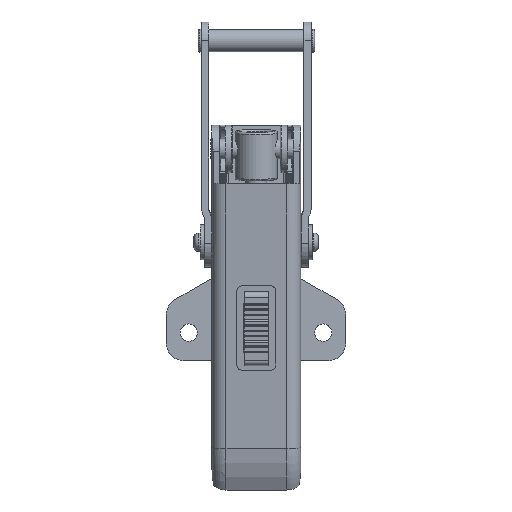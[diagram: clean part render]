
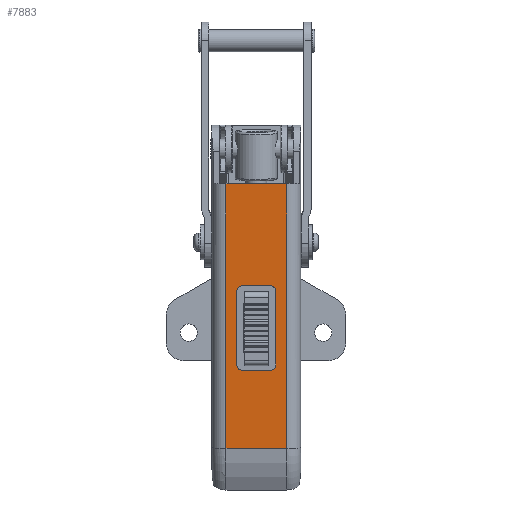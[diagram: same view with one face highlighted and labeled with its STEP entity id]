
A CAD part, top view. The second image highlights one B-rep face of the part: STEP entity #7883.
In plain terms, the highlighted planar face has unit normal (0, -0.086, 0.996).
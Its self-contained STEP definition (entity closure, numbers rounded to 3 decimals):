
#502=LINE('',#12681,#1187);
#505=LINE('',#12689,#1190);
#508=LINE('',#12697,#1193);
#528=LINE('',#12738,#1213);
#534=LINE('',#12752,#1219);
#535=LINE('',#12754,#1220);
#536=LINE('',#12756,#1221);
#537=LINE('',#12757,#1222);
#1187=VECTOR('',#10215,8.);
#1190=VECTOR('',#10224,21.);
#1193=VECTOR('',#10233,8.);
#1213=VECTOR('',#10277,21.);
#1219=VECTOR('',#10293,75.25);
#1220=VECTOR('',#10294,17.17);
#1221=VECTOR('',#10295,75.25);
#1222=VECTOR('',#10296,17.17);
#1699=FACE_BOUND('',#2484,.T.);
#2010=FACE_OUTER_BOUND('',#2483,.T.);
#2483=EDGE_LOOP('',(#6165,#6166,#6167,#6168));
#2484=EDGE_LOOP('',(#6169,#6170,#6171,#6172,#6173,#6174,#6175,#6176));
#2894=CIRCLE('',#8559,1.5);
#2895=CIRCLE('',#8562,1.5);
#2896=CIRCLE('',#8565,1.5);
#2897=CIRCLE('',#8568,1.5);
#3472=VERTEX_POINT('',#12673);
#3473=VERTEX_POINT('',#12675);
#3474=VERTEX_POINT('',#12679);
#3475=VERTEX_POINT('',#12683);
#3476=VERTEX_POINT('',#12687);
#3477=VERTEX_POINT('',#12691);
#3478=VERTEX_POINT('',#12695);
#3479=VERTEX_POINT('',#12699);
#3489=VERTEX_POINT('',#12750);
#3490=VERTEX_POINT('',#12751);
#3491=VERTEX_POINT('',#12753);
#3492=VERTEX_POINT('',#12755);
#4394=EDGE_CURVE('',#3473,#3472,#2894,.T.);
#4397=EDGE_CURVE('',#3472,#3474,#502,.T.);
#4399=EDGE_CURVE('',#3474,#3475,#2895,.T.);
#4401=EDGE_CURVE('',#3475,#3476,#505,.T.);
#4403=EDGE_CURVE('',#3476,#3477,#2896,.T.);
#4405=EDGE_CURVE('',#3477,#3478,#508,.T.);
#4407=EDGE_CURVE('',#3478,#3479,#2897,.T.);
#4426=EDGE_CURVE('',#3479,#3473,#528,.T.);
#4432=EDGE_CURVE('',#3489,#3490,#534,.T.);
#4433=EDGE_CURVE('',#3489,#3491,#535,.T.);
#4434=EDGE_CURVE('',#3492,#3491,#536,.T.);
#4435=EDGE_CURVE('',#3490,#3492,#537,.T.);
#6165=ORIENTED_EDGE('',*,*,#4432,.F.);
#6166=ORIENTED_EDGE('',*,*,#4433,.T.);
#6167=ORIENTED_EDGE('',*,*,#4434,.F.);
#6168=ORIENTED_EDGE('',*,*,#4435,.F.);
#6169=ORIENTED_EDGE('',*,*,#4394,.T.);
#6170=ORIENTED_EDGE('',*,*,#4397,.T.);
#6171=ORIENTED_EDGE('',*,*,#4399,.T.);
#6172=ORIENTED_EDGE('',*,*,#4401,.T.);
#6173=ORIENTED_EDGE('',*,*,#4403,.T.);
#6174=ORIENTED_EDGE('',*,*,#4405,.T.);
#6175=ORIENTED_EDGE('',*,*,#4407,.T.);
#6176=ORIENTED_EDGE('',*,*,#4426,.T.);
#7122=PLANE('',#8583);
#7883=ADVANCED_FACE('',(#2010,#1699),#7122,.T.);
#8559=AXIS2_PLACEMENT_3D('',#12676,#10209,#10210);
#8562=AXIS2_PLACEMENT_3D('',#12685,#10219,#10220);
#8565=AXIS2_PLACEMENT_3D('',#12693,#10228,#10229);
#8568=AXIS2_PLACEMENT_3D('',#12701,#10237,#10238);
#8583=AXIS2_PLACEMENT_3D('',#12749,#10291,#10292);
#10209=DIRECTION('center_axis',(0.,0.086,
-0.996));
#10210=DIRECTION('ref_axis',(-0.707,0.704,0.061));
#10215=DIRECTION('',(1.,0.,0.));
#10219=DIRECTION('center_axis',(0.,0.086,
-0.996));
#10220=DIRECTION('ref_axis',(0.707,0.704,0.061));
#10224=DIRECTION('',(0.,-0.996,-0.086));
#10228=DIRECTION('center_axis',(0.,0.086,
-0.996));
#10229=DIRECTION('ref_axis',(0.707,-0.704,-0.061));
#10233=DIRECTION('',(-1.,0.,0.));
#10237=DIRECTION('center_axis',(0.,0.086,
-0.996));
#10238=DIRECTION('ref_axis',(-0.707,-0.704,-0.061));
#10277=DIRECTION('',(0.,0.996,0.086));
#10291=DIRECTION('center_axis',(0.,-0.086,
0.996));
#10292=DIRECTION('ref_axis',(1.,0.,0.));
#10293=DIRECTION('',(0.,0.996,0.086));
#10294=DIRECTION('',(1.,0.,0.));
#10295=DIRECTION('',(0.,-0.996,-0.086));
#10296=DIRECTION('',(1.,0.,0.));
#12673=CARTESIAN_POINT('',(1.945,-12.498,25.97));
#12675=CARTESIAN_POINT('',(0.445,-13.992,25.841));
#12676=CARTESIAN_POINT('Origin',(1.945,-13.992,25.841));
#12679=CARTESIAN_POINT('',(9.945,-12.498,25.97));
#12681=CARTESIAN_POINT('',(2.406,-12.498,25.97));
#12683=CARTESIAN_POINT('',(11.445,-13.992,25.841));
#12685=CARTESIAN_POINT('Origin',(9.945,-13.992,25.841));
#12687=CARTESIAN_POINT('',(11.445,-34.914,24.027));
#12689=CARTESIAN_POINT('',(11.445,-47.503,22.936));
#12691=CARTESIAN_POINT('',(9.945,-36.408,23.898));
#12693=CARTESIAN_POINT('Origin',(9.945,-34.914,24.027));
#12695=CARTESIAN_POINT('',(1.945,-36.408,23.898));
#12697=CARTESIAN_POINT('',(-3.094,-36.408,23.898));
#12699=CARTESIAN_POINT('',(0.445,-34.914,24.027));
#12701=CARTESIAN_POINT('Origin',(1.945,-34.914,24.027));
#12738=CARTESIAN_POINT('',(0.445,-35.548,23.972));
#12749=CARTESIAN_POINT('Origin',(-6.634,-58.597,21.975));
#12750=CARTESIAN_POINT('',(-2.646,-58.597,21.975));
#12751=CARTESIAN_POINT('',(-2.646,16.371,28.472));
#12752=CARTESIAN_POINT('',(-2.646,-38.307,23.733));
#12753=CARTESIAN_POINT('',(14.525,-58.597,21.975));
#12754=CARTESIAN_POINT('',(-6.634,-58.597,21.975));
#12755=CARTESIAN_POINT('',(14.525,16.371,28.472));
#12756=CARTESIAN_POINT('',(14.525,-38.307,23.733));
#12757=CARTESIAN_POINT('',(-6.634,16.371,28.472));
